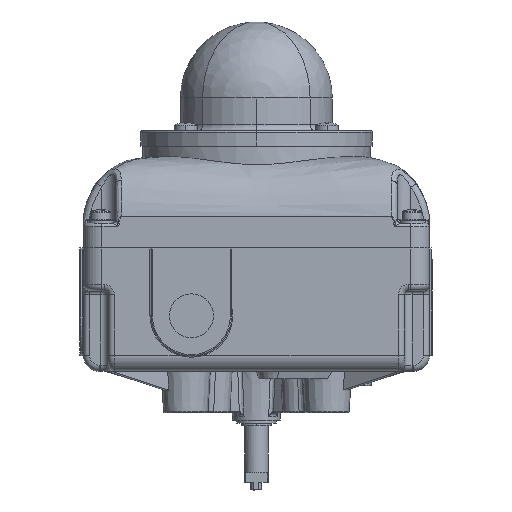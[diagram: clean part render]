
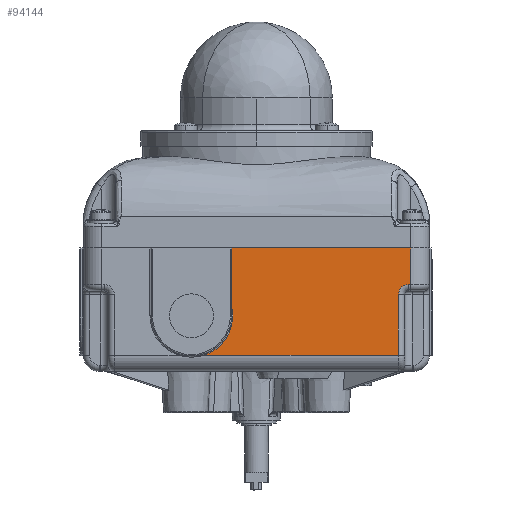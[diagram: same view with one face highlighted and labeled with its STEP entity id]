
A CAD part, front view. The second image highlights one B-rep face of the part: STEP entity #94144.
In plain terms, the highlighted planar face has unit normal (0, -1, 0).
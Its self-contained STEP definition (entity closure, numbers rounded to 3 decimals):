
#302 = VERTEX_POINT ( 'NONE', #35852 ) ;
#2422 = CARTESIAN_POINT ( 'NONE',  ( -76.2, -73., 62.333 ) ) ;
#3136 = CARTESIAN_POINT ( 'NONE',  ( 51.3, -73., 62.333 ) ) ;
#5763 = CARTESIAN_POINT ( 'NONE',  ( -16.25, -73., 39.193 ) ) ;
#6401 = VERTEX_POINT ( 'NONE', #75763 ) ;
#6513 = VECTOR ( 'NONE', #66494, 1000. ) ;
#7769 = EDGE_CURVE ( 'NONE', #56738, #83338, #98840, .T. ) ;
#13178 = LINE ( 'NONE', #100156, #35132 ) ;
#14821 = VECTOR ( 'NONE', #68694, 1000. ) ;
#16350 = CARTESIAN_POINT ( 'NONE',  ( 56.3, -73., 62.333 ) ) ;
#16665 = CARTESIAN_POINT ( 'NONE',  ( -16.25, -73., 66.628 ) ) ;
#16831 = ORIENTED_EDGE ( 'NONE', *, *, #77372, .T. ) ;
#17848 = AXIS2_PLACEMENT_3D ( 'NONE', #76752, #24700, #85425 ) ;
#22211 = ORIENTED_EDGE ( 'NONE', *, *, #7769, .F. ) ;
#23018 = LINE ( 'NONE', #3136, #92272 ) ;
#24700 = DIRECTION ( 'NONE',  ( 0., 1., 0. ) ) ;
#26218 = CIRCLE ( 'NONE', #35488, 16.75 ) ;
#28574 = DIRECTION ( 'NONE',  ( 0., 1., 0. ) ) ;
#28901 = VERTEX_POINT ( 'NONE', #77968 ) ;
#29271 = DIRECTION ( 'NONE',  ( 0., 0., 1. ) ) ;
#30119 = CARTESIAN_POINT ( 'NONE',  ( 56.3, -73., 51.793 ) ) ;
#33170 = VECTOR ( 'NONE', #36662, 1000. ) ;
#34608 = EDGE_CURVE ( 'NONE', #83338, #54653, #104459, .T. ) ;
#35132 = VECTOR ( 'NONE', #83081, 1000. ) ;
#35488 = AXIS2_PLACEMENT_3D ( 'NONE', #48099, #108748, #56816 ) ;
#35852 = CARTESIAN_POINT ( 'NONE',  ( 51.3, -73., 23.193 ) ) ;
#36662 = DIRECTION ( 'NONE',  ( 1., 0., 0. ) ) ;
#38031 = EDGE_CURVE ( 'NONE', #28901, #63339, #13178, .T. ) ;
#48099 = CARTESIAN_POINT ( 'NONE',  ( -32.5, -73., 39.193 ) ) ;
#49378 = EDGE_LOOP ( 'NONE', ( #69063, #71702, #16831, #68721, #22211, #75549, #73574, #55023 ) ) ;
#54653 = VERTEX_POINT ( 'NONE', #55548 ) ;
#55023 = ORIENTED_EDGE ( 'NONE', *, *, #68936, .T. ) ;
#55548 = CARTESIAN_POINT ( 'NONE',  ( 56.3, -73., 66.628 ) ) ;
#56738 = VERTEX_POINT ( 'NONE', #82301 ) ;
#56816 = DIRECTION ( 'NONE',  ( 0., 0., 1. ) ) ;
#57573 = EDGE_CURVE ( 'NONE', #6401, #302, #79333, .T. ) ;
#57821 = CIRCLE ( 'NONE', #17848, 4. ) ;
#60087 = CARTESIAN_POINT ( 'NONE',  ( 51.3, -73., 47.793 ) ) ;
#63339 = VERTEX_POINT ( 'NONE', #30119 ) ;
#66494 = DIRECTION ( 'NONE',  ( 0., 0., 1. ) ) ;
#68387 = DIRECTION ( 'NONE',  ( 0., 0., 1. ) ) ;
#68694 = DIRECTION ( 'NONE',  ( 1., 0., 0. ) ) ;
#68721 = ORIENTED_EDGE ( 'NONE', *, *, #34608, .F. ) ;
#68936 = EDGE_CURVE ( 'NONE', #302, #87464, #23018, .T. ) ;
#69063 = ORIENTED_EDGE ( 'NONE', *, *, #77257, .T. ) ;
#71218 = CARTESIAN_POINT ( 'NONE',  ( 56.3, -73., 23.193 ) ) ;
#71702 = ORIENTED_EDGE ( 'NONE', *, *, #38031, .T. ) ;
#73574 = ORIENTED_EDGE ( 'NONE', *, *, #57573, .T. ) ;
#75488 = LINE ( 'NONE', #16350, #95807 ) ;
#75549 = ORIENTED_EDGE ( 'NONE', *, *, #81478, .T. ) ;
#75763 = CARTESIAN_POINT ( 'NONE',  ( -27.544, -73., 23.193 ) ) ;
#76752 = CARTESIAN_POINT ( 'NONE',  ( 55.3, -73., 47.793 ) ) ;
#77257 = EDGE_CURVE ( 'NONE', #87464, #28901, #57821, .T. ) ;
#77372 = EDGE_CURVE ( 'NONE', #63339, #54653, #75488, .T. ) ;
#77968 = CARTESIAN_POINT ( 'NONE',  ( 55.3, -73., 51.793 ) ) ;
#79333 = LINE ( 'NONE', #71218, #33170 ) ;
#81478 = EDGE_CURVE ( 'NONE', #56738, #6401, #26218, .T. ) ;
#82301 = CARTESIAN_POINT ( 'NONE',  ( -16.25, -73., 43.255 ) ) ;
#83081 = DIRECTION ( 'NONE',  ( 1., 0., 0. ) ) ;
#83142 = FACE_OUTER_BOUND ( 'NONE', #49378, .T. ) ;
#83338 = VERTEX_POINT ( 'NONE', #112516 ) ;
#85425 = DIRECTION ( 'NONE',  ( 0., 0., 1. ) ) ;
#87464 = VERTEX_POINT ( 'NONE', #60087 ) ;
#88910 = PLANE ( 'NONE',  #90810 ) ;
#89286 = DIRECTION ( 'NONE',  ( 0., 0., 1. ) ) ;
#90810 = AXIS2_PLACEMENT_3D ( 'NONE', #2422, #28574, #89286 ) ;
#92272 = VECTOR ( 'NONE', #29271, 1000. ) ;
#94144 = ADVANCED_FACE ( 'NONE', ( #83142 ), #88910, .F. ) ;
#95807 = VECTOR ( 'NONE', #68387, 1000. ) ;
#98840 = LINE ( 'NONE', #5763, #6513 ) ;
#100156 = CARTESIAN_POINT ( 'NONE',  ( 56.3, -73., 51.793 ) ) ;
#104459 = LINE ( 'NONE', #16665, #14821 ) ;
#108748 = DIRECTION ( 'NONE',  ( 0., 1., 0. ) ) ;
#112516 = CARTESIAN_POINT ( 'NONE',  ( -16.25, -73., 66.628 ) ) ;
